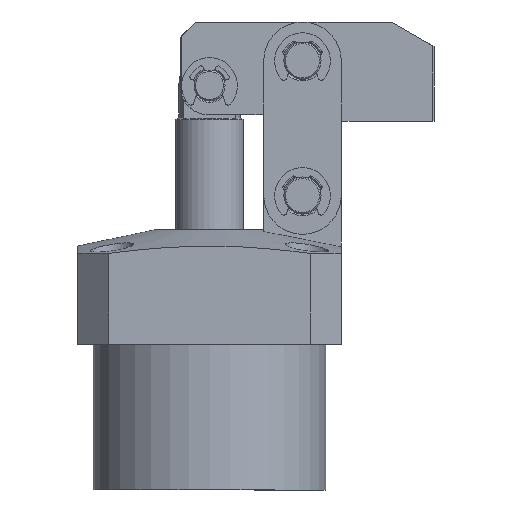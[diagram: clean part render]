
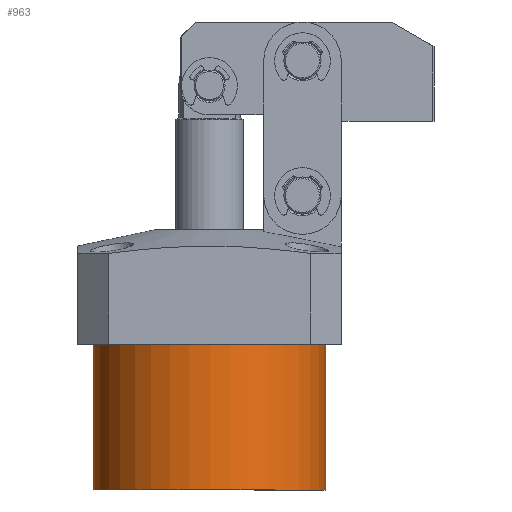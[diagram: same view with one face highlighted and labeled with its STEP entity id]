
A CAD part, front view. The second image highlights one B-rep face of the part: STEP entity #963.
In plain terms, the highlighted cylindrical face has radius 37.5 mm (diameter 75 mm), a partial arc.
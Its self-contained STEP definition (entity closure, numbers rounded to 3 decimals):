
#467 = EDGE_CURVE ( 'NONE', #11204, #4353, #9692, .T. ) ;
#901 = EDGE_CURVE ( 'NONE', #4353, #11044, #4275, .T. ) ;
#963 = ADVANCED_FACE ( 'NONE', ( #1337 ), #1679, .T. ) ;
#1337 = FACE_OUTER_BOUND ( 'NONE', #11832, .T. ) ;
#1679 = CYLINDRICAL_SURFACE ( 'NONE', #6659, 37.5 ) ;
#2471 = CARTESIAN_POINT ( 'NONE',  ( 0., 47., 0. ) ) ;
#2901 = CARTESIAN_POINT ( 'NONE',  ( 0., -1000., 37.5 ) ) ;
#3173 = AXIS2_PLACEMENT_3D ( 'NONE', #8889, #8806, #8675 ) ;
#3267 = EDGE_CURVE ( 'NONE', #8614, #11044, #7827, .T. ) ;
#3309 = ORIENTED_EDGE ( 'NONE', *, *, #6191, .T. ) ;
#3537 = DIRECTION ( 'NONE',  ( 0., 0., -1. ) ) ;
#3934 = CARTESIAN_POINT ( 'NONE',  ( 0., -1000., -37.5 ) ) ;
#3949 = DIRECTION ( 'NONE',  ( 0., -1., 0. ) ) ;
#4105 = CARTESIAN_POINT ( 'NONE',  ( 0., 0., -37.5 ) ) ;
#4275 = CIRCLE ( 'NONE', #3173, 37.5 ) ;
#4353 = VERTEX_POINT ( 'NONE', #11209 ) ;
#5525 = CARTESIAN_POINT ( 'NONE',  ( 0., 47., -37.5 ) ) ;
#5759 = ORIENTED_EDGE ( 'NONE', *, *, #3267, .F. ) ;
#5850 = AXIS2_PLACEMENT_3D ( 'NONE', #2471, #9653, #3537 ) ;
#6191 = EDGE_CURVE ( 'NONE', #8614, #11204, #6302, .T. ) ;
#6302 = CIRCLE ( 'NONE', #5850, 37.5 ) ;
#6440 = ORIENTED_EDGE ( 'NONE', *, *, #901, .T. ) ;
#6562 = DIRECTION ( 'NONE',  ( 0., -1., 0. ) ) ;
#6659 = AXIS2_PLACEMENT_3D ( 'NONE', #7062, #6562, #6853 ) ;
#6853 = DIRECTION ( 'NONE',  ( 0., 0., -1. ) ) ;
#6998 = VECTOR ( 'NONE', #10868, 1000. ) ;
#7062 = CARTESIAN_POINT ( 'NONE',  ( 0., -1000., 0. ) ) ;
#7402 = ORIENTED_EDGE ( 'NONE', *, *, #467, .T. ) ;
#7635 = VECTOR ( 'NONE', #3949, 1000. ) ;
#7827 = LINE ( 'NONE', #3934, #7635 ) ;
#8614 = VERTEX_POINT ( 'NONE', #5525 ) ;
#8675 = DIRECTION ( 'NONE',  ( 0., 0., -1. ) ) ;
#8806 = DIRECTION ( 'NONE',  ( 0., 1., 0. ) ) ;
#8889 = CARTESIAN_POINT ( 'NONE',  ( 0., 0., 0. ) ) ;
#9653 = DIRECTION ( 'NONE',  ( 0., -1., 0. ) ) ;
#9692 = LINE ( 'NONE', #2901, #6998 ) ;
#10557 = CARTESIAN_POINT ( 'NONE',  ( 0., 47., 37.5 ) ) ;
#10868 = DIRECTION ( 'NONE',  ( 0., -1., 0. ) ) ;
#11044 = VERTEX_POINT ( 'NONE', #4105 ) ;
#11204 = VERTEX_POINT ( 'NONE', #10557 ) ;
#11209 = CARTESIAN_POINT ( 'NONE',  ( 0., 0., 37.5 ) ) ;
#11832 = EDGE_LOOP ( 'NONE', ( #3309, #7402, #6440, #5759 ) ) ;
